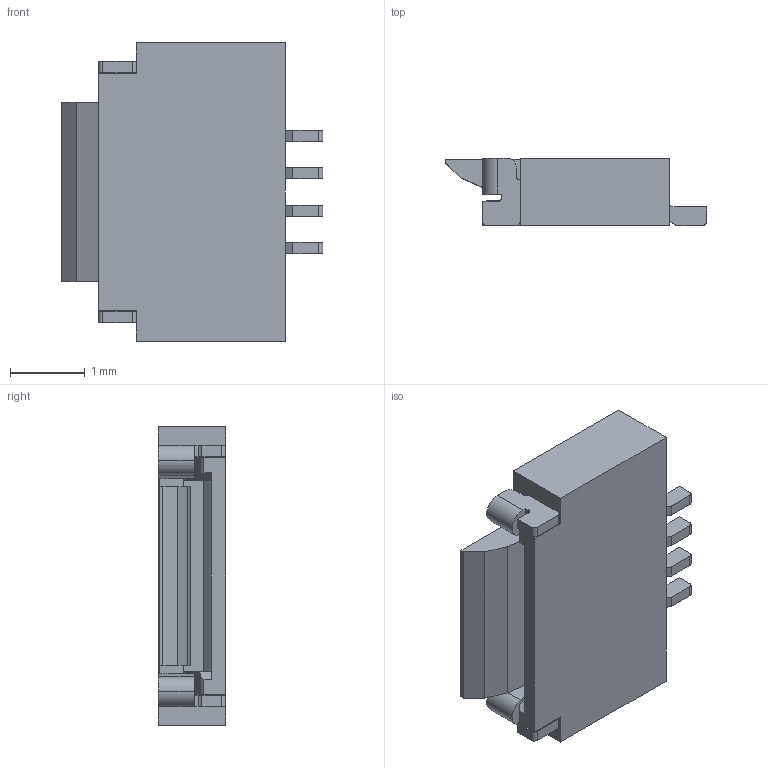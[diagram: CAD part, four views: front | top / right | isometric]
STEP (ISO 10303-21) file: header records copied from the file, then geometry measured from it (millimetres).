
FILE_DESCRIPTION (( 'STEP AP214' ), '1' );
FILE_NAME ('FH19C-4S-0.5SH(10).STEP', '2025-01-04T21:27:00', ( '' ), ( '' ), 'SwSTEP 2.0', 'SolidWorks 2024', '' );
FILE_SCHEMA (( 'AUTOMOTIVE_DESIGN' ));
Length unit declared in the file: millimetre
Products named in the file (3): FH19C-4S-0.5SH__X_8AÈ_X_97ª.STEP; FH19C-4S-0.5SH-10---3DModel-STEP-1.STEP; FH19C-4S-0.5SH(10)
Assembly tree (2 placements, depth 3):
  FH19C-4S-0.5SH(10)
    FH19C-4S-0.5SH-10---3DModel-STEP-1.STEP
      FH19C-4S-0.5SH__X_8AÈ_X_97ª.STEP
Bounding box: 3.5 x 0.9 x 4 mm (x, y, z)
Volume: 7.2 mm3; surface area: 53 mm2
Topology: 1 solids, 1 shells, 167 faces, 501 edges, 332 vertices
Faces by surface type: plane 121, cylinder 46
Entity records: 6939 total; most frequent: CARTESIAN_POINT 1006, ORIENTED_EDGE 1002, DIRECTION 939, EDGE_CURVE 501, VECTOR 409, LINE 409, VERTEX_POINT 332, AXIS2_PLACEMENT_3D 265
